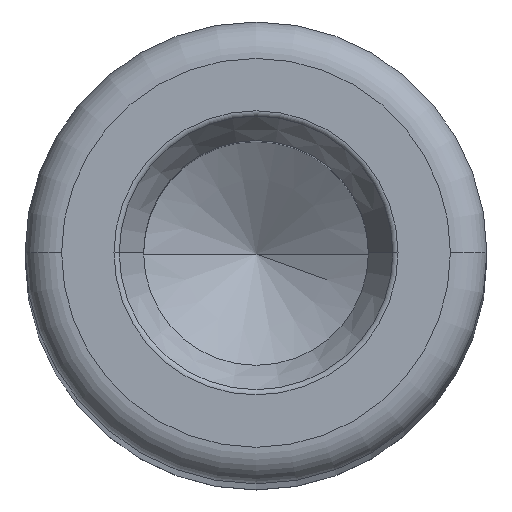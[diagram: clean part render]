
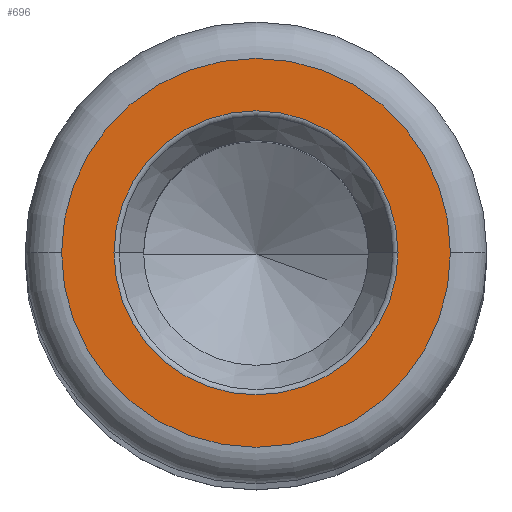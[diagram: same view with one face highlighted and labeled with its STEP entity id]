
A CAD part, top view. The second image highlights one B-rep face of the part: STEP entity #696.
In plain terms, the highlighted planar face has unit normal (0, 0, 1).
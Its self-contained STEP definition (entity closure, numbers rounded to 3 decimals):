
#3 = EDGE_CURVE ( 'NONE', #368, #574, #515, .T. ) ;
#8 = CIRCLE ( 'NONE', #551, 11.689 ) ;
#16 = DIRECTION ( 'NONE',  ( 1., 0., 0. ) ) ;
#39 = FACE_OUTER_BOUND ( 'NONE', #109, .T. ) ;
#75 = DIRECTION ( 'NONE',  ( 0., 0., 1. ) ) ;
#86 = DIRECTION ( 'NONE',  ( 1., 0., 0. ) ) ;
#92 = EDGE_CURVE ( 'NONE', #574, #368, #587, .T. ) ;
#95 = DIRECTION ( 'NONE',  ( 0., 0., 1. ) ) ;
#109 = EDGE_LOOP ( 'NONE', ( #516, #268 ) ) ;
#116 = EDGE_LOOP ( 'NONE', ( #287, #136 ) ) ;
#136 = ORIENTED_EDGE ( 'NONE', *, *, #362, .T. ) ;
#156 = VERTEX_POINT ( 'NONE', #158 ) ;
#158 = CARTESIAN_POINT ( 'NONE',  ( 11.689, 0., 300. ) ) ;
#205 = AXIS2_PLACEMENT_3D ( 'NONE', #298, #75, #86 ) ;
#224 = AXIS2_PLACEMENT_3D ( 'NONE', #432, #95, #493 ) ;
#241 = CARTESIAN_POINT ( 'NONE',  ( -11.689, 0., 300. ) ) ;
#268 = ORIENTED_EDGE ( 'NONE', *, *, #92, .T. ) ;
#287 = ORIENTED_EDGE ( 'NONE', *, *, #376, .T. ) ;
#291 = CARTESIAN_POINT ( 'NONE',  ( 0., 0., 300. ) ) ;
#298 = CARTESIAN_POINT ( 'NONE',  ( 0., 0., 300. ) ) ;
#300 = PLANE ( 'NONE',  #327 ) ;
#327 = AXIS2_PLACEMENT_3D ( 'NONE', #291, #711, #16 ) ;
#328 = DIRECTION ( 'NONE',  ( 1., 0., 0. ) ) ;
#342 = FACE_BOUND ( 'NONE', #116, .T. ) ;
#362 = EDGE_CURVE ( 'NONE', #652, #156, #8, .T. ) ;
#368 = VERTEX_POINT ( 'NONE', #622 ) ;
#376 = EDGE_CURVE ( 'NONE', #156, #652, #410, .T. ) ;
#392 = CARTESIAN_POINT ( 'NONE',  ( 0., 0., 300. ) ) ;
#410 = CIRCLE ( 'NONE', #632, 11.689 ) ;
#411 = CARTESIAN_POINT ( 'NONE',  ( -16., 0., 300. ) ) ;
#432 = CARTESIAN_POINT ( 'NONE',  ( 0., 0., 300. ) ) ;
#451 = DIRECTION ( 'NONE',  ( 0., 0., -1. ) ) ;
#493 = DIRECTION ( 'NONE',  ( 1., 0., 0. ) ) ;
#515 = CIRCLE ( 'NONE', #205, 16. ) ;
#516 = ORIENTED_EDGE ( 'NONE', *, *, #3, .T. ) ;
#518 = DIRECTION ( 'NONE',  ( 0., 0., -1. ) ) ;
#551 = AXIS2_PLACEMENT_3D ( 'NONE', #747, #451, #567 ) ;
#567 = DIRECTION ( 'NONE',  ( 1., 0., 0. ) ) ;
#574 = VERTEX_POINT ( 'NONE', #411 ) ;
#587 = CIRCLE ( 'NONE', #224, 16. ) ;
#622 = CARTESIAN_POINT ( 'NONE',  ( 16., 0., 300. ) ) ;
#632 = AXIS2_PLACEMENT_3D ( 'NONE', #392, #518, #328 ) ;
#652 = VERTEX_POINT ( 'NONE', #241 ) ;
#696 = ADVANCED_FACE ( 'NONE', ( #342, #39 ), #300, .T. ) ;
#711 = DIRECTION ( 'NONE',  ( 0., 0., 1. ) ) ;
#747 = CARTESIAN_POINT ( 'NONE',  ( 0., 0., 300. ) ) ;
